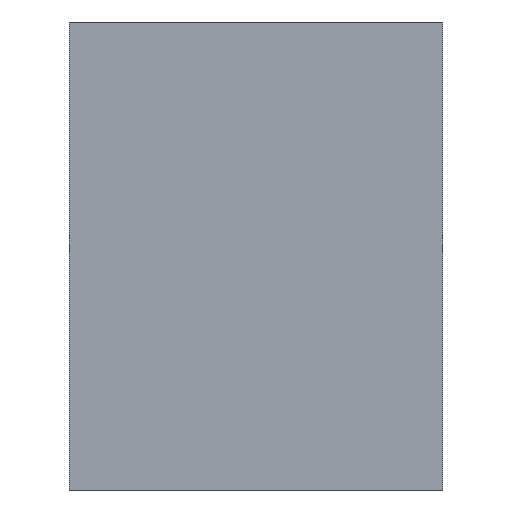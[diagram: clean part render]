
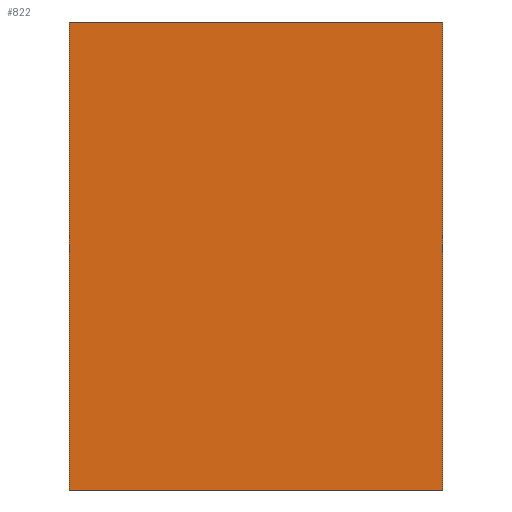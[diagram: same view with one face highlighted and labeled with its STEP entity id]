
A CAD part, left-side view. The second image highlights one B-rep face of the part: STEP entity #822.
In plain terms, the highlighted planar face has unit normal (1, 0, 0).
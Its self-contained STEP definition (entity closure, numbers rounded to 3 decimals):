
#572 = VERTEX_POINT('',#573);
#573 = CARTESIAN_POINT('',(-1.6,0.8,0.));
#579 = EDGE_CURVE('',#572,#580,#582,.T.);
#580 = VERTEX_POINT('',#581);
#581 = CARTESIAN_POINT('',(-1.6,-0.8,0.));
#582 = LINE('',#583,#584);
#583 = CARTESIAN_POINT('',(-1.6,0.8,0.));
#584 = VECTOR('',#585,1.);
#585 = DIRECTION('',(0.,-1.,0.));
#603 = EDGE_CURVE('',#580,#604,#606,.T.);
#604 = VERTEX_POINT('',#605);
#605 = CARTESIAN_POINT('',(-1.6,-0.8,2.007));
#606 = LINE('',#607,#608);
#607 = CARTESIAN_POINT('',(-1.6,-0.8,0.));
#608 = VECTOR('',#609,1.);
#609 = DIRECTION('',(0.,0.,1.));
#629 = VERTEX_POINT('',#630);
#630 = CARTESIAN_POINT('',(-1.6,0.8,2.007));
#636 = EDGE_CURVE('',#572,#629,#637,.T.);
#637 = LINE('',#638,#639);
#638 = CARTESIAN_POINT('',(-1.6,0.8,0.));
#639 = VECTOR('',#640,1.);
#640 = DIRECTION('',(0.,0.,1.));
#651 = EDGE_CURVE('',#629,#604,#652,.T.);
#652 = LINE('',#653,#654);
#653 = CARTESIAN_POINT('',(-1.6,0.8,2.007));
#654 = VECTOR('',#655,1.);
#655 = DIRECTION('',(0.,-1.,0.));
#822 = ADVANCED_FACE('',(#823),#829,.T.);
#823 = FACE_BOUND('',#824,.T.);
#824 = EDGE_LOOP('',(#825,#826,#827,#828));
#825 = ORIENTED_EDGE('',*,*,#579,.F.);
#826 = ORIENTED_EDGE('',*,*,#636,.T.);
#827 = ORIENTED_EDGE('',*,*,#651,.T.);
#828 = ORIENTED_EDGE('',*,*,#603,.F.);
#829 = PLANE('',#830);
#830 = AXIS2_PLACEMENT_3D('',#831,#832,#833);
#831 = CARTESIAN_POINT('',(-1.6,0.8,0.));
#832 = DIRECTION('',(1.,0.,0.));
#833 = DIRECTION('',(0.,0.,1.));
